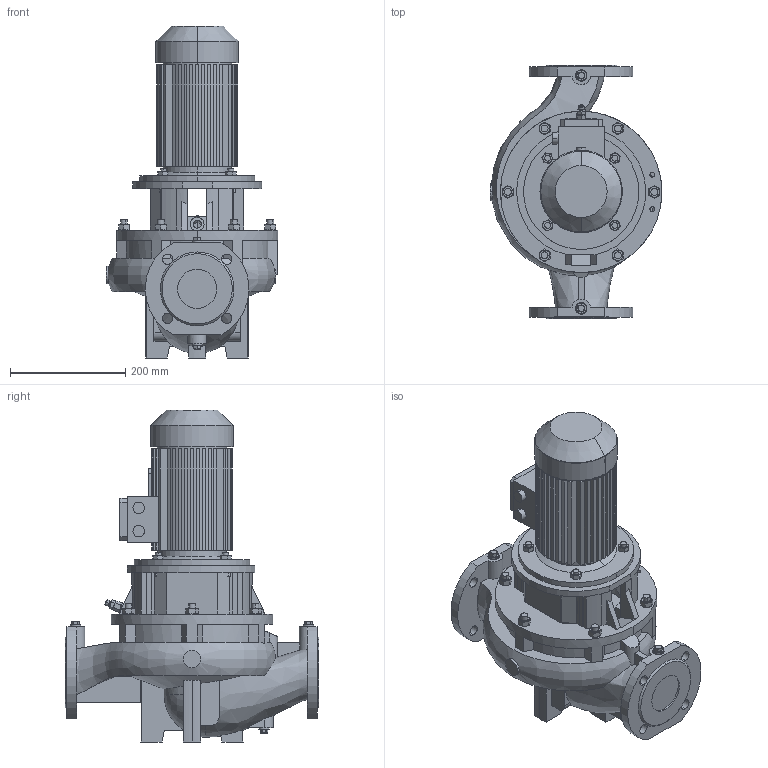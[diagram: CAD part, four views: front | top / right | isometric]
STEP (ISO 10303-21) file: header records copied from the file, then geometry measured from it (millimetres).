
FILE_DESCRIPTION (( 'STEP AP203' ), '1' );
FILE_NAME ('枅-313-000-313-012-01-42.step', '2025-02-11T17:07:34', ( 'adb' ), ( '' ), 'SwSTEP 2.0', 'SolidWorks 2016', '' );
FILE_SCHEMA (( 'CONFIG_CONTROL_DESIGN' ));
Length unit declared in the file: millimetre
Products named in the file (1): 枅-313-000-313-012-01-42
Bounding box: 298 x 440 x 576 mm (x, y, z)
Volume: 12626266 mm3; surface area: 1192940.2 mm2
Topology: 8 solids, 20 shells, 960 faces, 2504 edges, 1643 vertices
Faces by surface type: plane 509, cylinder 333, cone 103, bspline 12, sphere 3
Entity records: 35365 total; most frequent: CARTESIAN_POINT 11525, ORIENTED_EDGE 5004, DIRECTION 4914, EDGE_CURVE 2502, AXIS2_PLACEMENT_3D 1817, VERTEX_POINT 1643, VECTOR 1280, LINE 1280
